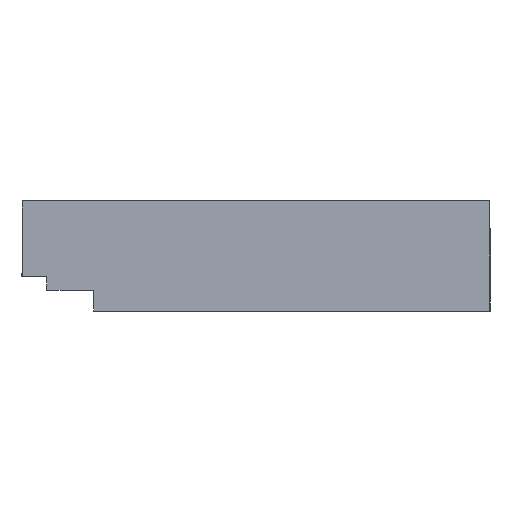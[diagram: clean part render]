
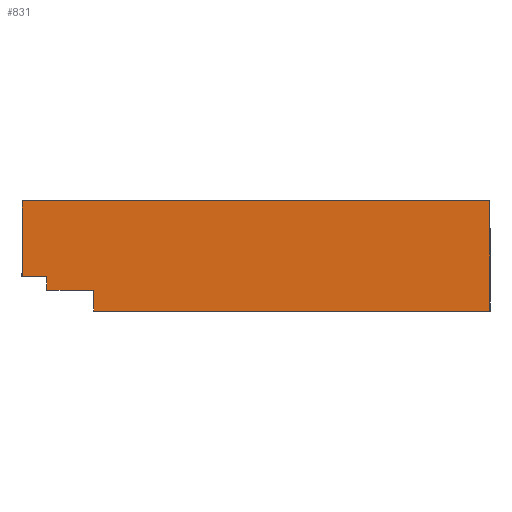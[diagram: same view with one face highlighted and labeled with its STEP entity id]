
A CAD part, left-side view. The second image highlights one B-rep face of the part: STEP entity #831.
In plain terms, the highlighted planar face has unit normal (-1, 0, 0).
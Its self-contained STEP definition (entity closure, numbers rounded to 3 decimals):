
#52 = CARTESIAN_POINT ( 'NONE',  ( 0., 28.8, 1.5 ) ) ;
#58 = LINE ( 'NONE', #148, #1457 ) ;
#64 = ORIENTED_EDGE ( 'NONE', *, *, #769, .F. ) ;
#69 = EDGE_CURVE ( 'NONE', #1521, #1485, #1814, .T. ) ;
#88 = CARTESIAN_POINT ( 'NONE',  ( 0., 28.8, 0. ) ) ;
#98 = VECTOR ( 'NONE', #437, 1000. ) ;
#103 = CARTESIAN_POINT ( 'NONE',  ( 0., 32.2, 1.5 ) ) ;
#115 = CARTESIAN_POINT ( 'NONE',  ( 0., 32.2, 1.5 ) ) ;
#134 = AXIS2_PLACEMENT_3D ( 'NONE', #903, #164, #924 ) ;
#148 = CARTESIAN_POINT ( 'NONE',  ( 0., 28.8, 1.5 ) ) ;
#162 = LINE ( 'NONE', #357, #1314 ) ;
#164 = DIRECTION ( 'NONE',  ( 1., 0., 0. ) ) ;
#168 = VECTOR ( 'NONE', #1688, 1000. ) ;
#216 = ORIENTED_EDGE ( 'NONE', *, *, #763, .T. ) ;
#294 = VERTEX_POINT ( 'NONE', #52 ) ;
#330 = CARTESIAN_POINT ( 'NONE',  ( 0., 34., 8. ) ) ;
#355 = PLANE ( 'NONE',  #134 ) ;
#357 = CARTESIAN_POINT ( 'NONE',  ( 0., 32.2, 2.5 ) ) ;
#410 = EDGE_CURVE ( 'NONE', #1367, #1055, #162, .T. ) ;
#435 = LINE ( 'NONE', #103, #98 ) ;
#437 = DIRECTION ( 'NONE',  ( 0., 0., -1. ) ) ;
#461 = DIRECTION ( 'NONE',  ( 0., 0., -1. ) ) ;
#517 = CARTESIAN_POINT ( 'NONE',  ( 0., 0., 8. ) ) ;
#532 = ORIENTED_EDGE ( 'NONE', *, *, #604, .T. ) ;
#580 = VERTEX_POINT ( 'NONE', #115 ) ;
#604 = EDGE_CURVE ( 'NONE', #1055, #580, #435, .T. ) ;
#691 = CARTESIAN_POINT ( 'NONE',  ( 0., 0., 8. ) ) ;
#697 = EDGE_CURVE ( 'NONE', #294, #1656, #58, .T. ) ;
#711 = ORIENTED_EDGE ( 'NONE', *, *, #697, .T. ) ;
#728 = FACE_OUTER_BOUND ( 'NONE', #1197, .T. ) ;
#742 = CARTESIAN_POINT ( 'NONE',  ( 0., 34., 8. ) ) ;
#747 = LINE ( 'NONE', #1641, #1195 ) ;
#761 = CARTESIAN_POINT ( 'NONE',  ( 0., 34., 2.5 ) ) ;
#763 = EDGE_CURVE ( 'NONE', #1656, #1485, #1624, .T. ) ;
#769 = EDGE_CURVE ( 'NONE', #965, #1521, #886, .T. ) ;
#816 = EDGE_CURVE ( 'NONE', #580, #294, #747, .T. ) ;
#831 = ADVANCED_FACE ( 'NONE', ( #728 ), #355, .F. ) ;
#834 = DIRECTION ( 'NONE',  ( 0., 0., -1. ) ) ;
#886 = LINE ( 'NONE', #742, #1122 ) ;
#892 = DIRECTION ( 'NONE',  ( 0., -1., 0. ) ) ;
#903 = CARTESIAN_POINT ( 'NONE',  ( 0., 34., 8. ) ) ;
#924 = DIRECTION ( 'NONE',  ( 0., 0., -1. ) ) ;
#960 = EDGE_CURVE ( 'NONE', #965, #1367, #974, .T. ) ;
#965 = VERTEX_POINT ( 'NONE', #1374 ) ;
#974 = LINE ( 'NONE', #330, #168 ) ;
#1035 = CARTESIAN_POINT ( 'NONE',  ( 0., 34., 0. ) ) ;
#1055 = VERTEX_POINT ( 'NONE', #1260 ) ;
#1122 = VECTOR ( 'NONE', #1506, 1000. ) ;
#1195 = VECTOR ( 'NONE', #892, 1000. ) ;
#1197 = EDGE_LOOP ( 'NONE', ( #1866, #711, #216, #1202, #64, #1440, #1243, #532 ) ) ;
#1202 = ORIENTED_EDGE ( 'NONE', *, *, #69, .F. ) ;
#1243 = ORIENTED_EDGE ( 'NONE', *, *, #410, .T. ) ;
#1260 = CARTESIAN_POINT ( 'NONE',  ( 0., 32.2, 2.5 ) ) ;
#1314 = VECTOR ( 'NONE', #1543, 1000. ) ;
#1367 = VERTEX_POINT ( 'NONE', #761 ) ;
#1374 = CARTESIAN_POINT ( 'NONE',  ( 0., 34., 8. ) ) ;
#1392 = VECTOR ( 'NONE', #1495, 1000. ) ;
#1440 = ORIENTED_EDGE ( 'NONE', *, *, #960, .T. ) ;
#1457 = VECTOR ( 'NONE', #461, 1000. ) ;
#1485 = VERTEX_POINT ( 'NONE', #1849 ) ;
#1495 = DIRECTION ( 'NONE',  ( 0., -1., 0. ) ) ;
#1506 = DIRECTION ( 'NONE',  ( 0., -1., 0. ) ) ;
#1521 = VERTEX_POINT ( 'NONE', #517 ) ;
#1543 = DIRECTION ( 'NONE',  ( 0., -1., 0. ) ) ;
#1584 = VECTOR ( 'NONE', #834, 1000. ) ;
#1624 = LINE ( 'NONE', #1035, #1392 ) ;
#1641 = CARTESIAN_POINT ( 'NONE',  ( 0., 32.2, 1.5 ) ) ;
#1656 = VERTEX_POINT ( 'NONE', #88 ) ;
#1688 = DIRECTION ( 'NONE',  ( 0., 0., -1. ) ) ;
#1814 = LINE ( 'NONE', #691, #1584 ) ;
#1849 = CARTESIAN_POINT ( 'NONE',  ( 0., 0., 0. ) ) ;
#1866 = ORIENTED_EDGE ( 'NONE', *, *, #816, .T. ) ;
